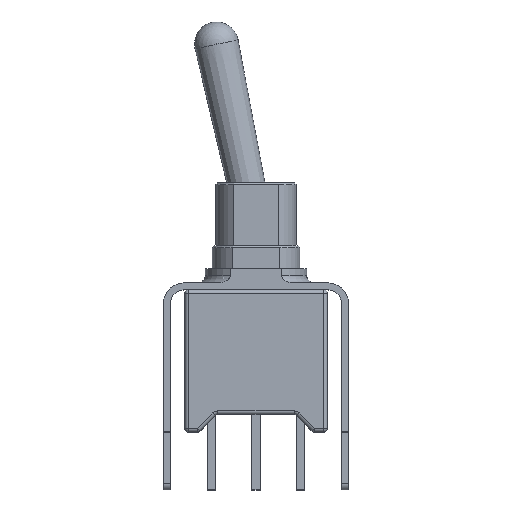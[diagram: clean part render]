
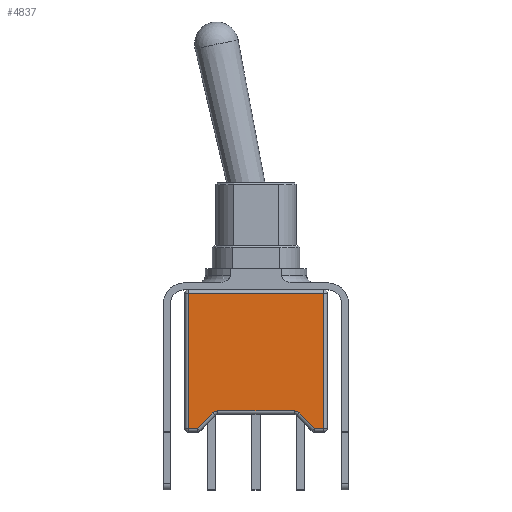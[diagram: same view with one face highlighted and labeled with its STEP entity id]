
A CAD part, top view. The second image highlights one B-rep face of the part: STEP entity #4837.
In plain terms, the highlighted planar face has unit normal (0, 0, 1).
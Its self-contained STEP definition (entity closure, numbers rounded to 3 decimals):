
#60 = CARTESIAN_POINT ( 'NONE',  ( 3.333, 0.2, 2.5 ) ) ;
#262 = ORIENTED_EDGE ( 'NONE', *, *, #771, .T. ) ;
#512 = CIRCLE ( 'NONE', #3856, 0.4 ) ;
#670 = CARTESIAN_POINT ( 'NONE',  ( 2.167, 1.2, 2.5 ) ) ;
#771 = EDGE_CURVE ( 'NONE', #5917, #4010, #4911, .T. ) ;
#785 = CARTESIAN_POINT ( 'NONE',  ( 4.05, 0.2, 2.5 ) ) ;
#821 = AXIS2_PLACEMENT_3D ( 'NONE', #998, #2829, #4656 ) ;
#824 = CARTESIAN_POINT ( 'NONE',  ( -2.391, 1.141, 2.5 ) ) ;
#905 = VECTOR ( 'NONE', #1782, 1000. ) ;
#998 = CARTESIAN_POINT ( 'NONE',  ( 0., 0., 2.5 ) ) ;
#1105 = VECTOR ( 'NONE', #5440, 1000. ) ;
#1267 = VECTOR ( 'NONE', #3344, 1000. ) ;
#1389 = DIRECTION ( 'NONE',  ( 1., 0., 0. ) ) ;
#1435 = EDGE_CURVE ( 'NONE', #3866, #5917, #1515, .T. ) ;
#1446 = DIRECTION ( 'NONE',  ( 0., 0., 1. ) ) ;
#1493 = AXIS2_PLACEMENT_3D ( 'NONE', #2790, #3215, #2282 ) ;
#1511 = EDGE_CURVE ( 'NONE', #5616, #1575, #3318, .T. ) ;
#1515 = LINE ( 'NONE', #2892, #1267 ) ;
#1575 = VERTEX_POINT ( 'NONE', #5720 ) ;
#1620 = CARTESIAN_POINT ( 'NONE',  ( -2.45, 1.083, 2.5 ) ) ;
#1782 = DIRECTION ( 'NONE',  ( 0.707, 0.707, 0. ) ) ;
#2098 = LINE ( 'NONE', #3922, #4848 ) ;
#2141 = VERTEX_POINT ( 'NONE', #3477 ) ;
#2282 = DIRECTION ( 'NONE',  ( 1., 0., 0. ) ) ;
#2294 = CARTESIAN_POINT ( 'NONE',  ( -3.85, 0.2, 2.5 ) ) ;
#2410 = ORIENTED_EDGE ( 'NONE', *, *, #1511, .T. ) ;
#2501 = DIRECTION ( 'NONE',  ( 0.707, -0.707, 0. ) ) ;
#2551 = EDGE_LOOP ( 'NONE', ( #262, #4880, #5701, #2788, #3834, #4397, #5626, #2410, #3960, #3585 ) ) ;
#2586 = LINE ( 'NONE', #3880, #4082 ) ;
#2597 = DIRECTION ( 'NONE',  ( 0., -1., 0. ) ) ;
#2627 = LINE ( 'NONE', #3578, #3888 ) ;
#2638 = CIRCLE ( 'NONE', #1493, 0.4 ) ;
#2672 = EDGE_CURVE ( 'NONE', #2141, #4977, #512, .T. ) ;
#2788 = ORIENTED_EDGE ( 'NONE', *, *, #2672, .F. ) ;
#2790 = CARTESIAN_POINT ( 'NONE',  ( 2.167, 0.8, 2.5 ) ) ;
#2829 = DIRECTION ( 'NONE',  ( 0., 0., 1. ) ) ;
#2892 = CARTESIAN_POINT ( 'NONE',  ( 0., 7.9, 2.5 ) ) ;
#3013 = DIRECTION ( 'NONE',  ( 1., 0., 0. ) ) ;
#3141 = CARTESIAN_POINT ( 'NONE',  ( -3.85, 7.9, 2.5 ) ) ;
#3215 = DIRECTION ( 'NONE',  ( 0., 0., 1. ) ) ;
#3318 = LINE ( 'NONE', #785, #3564 ) ;
#3344 = DIRECTION ( 'NONE',  ( -1., 0., 0. ) ) ;
#3477 = CARTESIAN_POINT ( 'NONE',  ( -2.167, 1.2, 2.5 ) ) ;
#3564 = VECTOR ( 'NONE', #3013, 1000. ) ;
#3578 = CARTESIAN_POINT ( 'NONE',  ( 0., 0.2, 2.5 ) ) ;
#3585 = ORIENTED_EDGE ( 'NONE', *, *, #1435, .T. ) ;
#3602 = LINE ( 'NONE', #4931, #1105 ) ;
#3653 = VECTOR ( 'NONE', #2597, 1000. ) ;
#3666 = EDGE_CURVE ( 'NONE', #5761, #4977, #4571, .T. ) ;
#3734 = EDGE_CURVE ( 'NONE', #2141, #4770, #3602, .T. ) ;
#3786 = CARTESIAN_POINT ( 'NONE',  ( 3.85, 7.9, 2.5 ) ) ;
#3834 = ORIENTED_EDGE ( 'NONE', *, *, #3734, .T. ) ;
#3856 = AXIS2_PLACEMENT_3D ( 'NONE', #5501, #1446, #1389 ) ;
#3866 = VERTEX_POINT ( 'NONE', #3786 ) ;
#3880 = CARTESIAN_POINT ( 'NONE',  ( 3.391, 0.141, 2.5 ) ) ;
#3888 = VECTOR ( 'NONE', #5030, 1000. ) ;
#3922 = CARTESIAN_POINT ( 'NONE',  ( 3.85, 8.1, 2.5 ) ) ;
#3941 = CARTESIAN_POINT ( 'NONE',  ( -3.85, 0., 2.5 ) ) ;
#3960 = ORIENTED_EDGE ( 'NONE', *, *, #4943, .T. ) ;
#3972 = CARTESIAN_POINT ( 'NONE',  ( 2.45, 1.083, 2.5 ) ) ;
#4010 = VERTEX_POINT ( 'NONE', #2294 ) ;
#4082 = VECTOR ( 'NONE', #2501, 1000. ) ;
#4353 = DIRECTION ( 'NONE',  ( 0., 1., 0. ) ) ;
#4397 = ORIENTED_EDGE ( 'NONE', *, *, #4626, .F. ) ;
#4571 = LINE ( 'NONE', #824, #905 ) ;
#4626 = EDGE_CURVE ( 'NONE', #5335, #4770, #2638, .T. ) ;
#4656 = DIRECTION ( 'NONE',  ( 1., 0., 0. ) ) ;
#4770 = VERTEX_POINT ( 'NONE', #670 ) ;
#4837 = ADVANCED_FACE ( 'NONE', ( #5104 ), #5628, .T. ) ;
#4848 = VECTOR ( 'NONE', #4353, 1000. ) ;
#4875 = CARTESIAN_POINT ( 'NONE',  ( -3.333, 0.2, 2.5 ) ) ;
#4880 = ORIENTED_EDGE ( 'NONE', *, *, #5460, .T. ) ;
#4911 = LINE ( 'NONE', #3941, #3653 ) ;
#4931 = CARTESIAN_POINT ( 'NONE',  ( 2.25, 1.2, 2.5 ) ) ;
#4943 = EDGE_CURVE ( 'NONE', #1575, #3866, #2098, .T. ) ;
#4977 = VERTEX_POINT ( 'NONE', #1620 ) ;
#5030 = DIRECTION ( 'NONE',  ( 1., 0., 0. ) ) ;
#5104 = FACE_OUTER_BOUND ( 'NONE', #2551, .T. ) ;
#5335 = VERTEX_POINT ( 'NONE', #3972 ) ;
#5440 = DIRECTION ( 'NONE',  ( 1., 0., 0. ) ) ;
#5460 = EDGE_CURVE ( 'NONE', #4010, #5761, #2627, .T. ) ;
#5501 = CARTESIAN_POINT ( 'NONE',  ( -2.167, 0.8, 2.5 ) ) ;
#5616 = VERTEX_POINT ( 'NONE', #60 ) ;
#5626 = ORIENTED_EDGE ( 'NONE', *, *, #5658, .T. ) ;
#5628 = PLANE ( 'NONE',  #821 ) ;
#5658 = EDGE_CURVE ( 'NONE', #5335, #5616, #2586, .T. ) ;
#5701 = ORIENTED_EDGE ( 'NONE', *, *, #3666, .T. ) ;
#5720 = CARTESIAN_POINT ( 'NONE',  ( 3.85, 0.2, 2.5 ) ) ;
#5761 = VERTEX_POINT ( 'NONE', #4875 ) ;
#5917 = VERTEX_POINT ( 'NONE', #3141 ) ;
